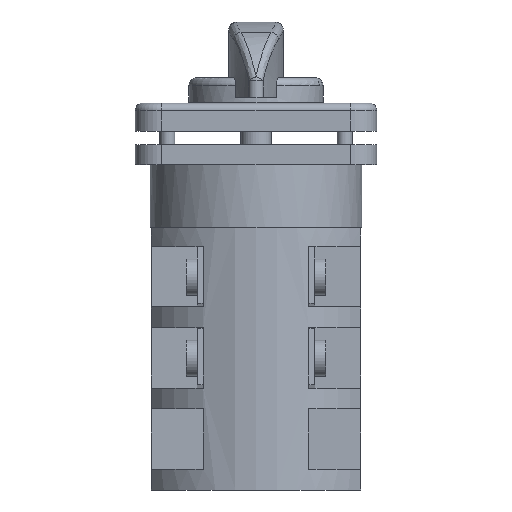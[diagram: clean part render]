
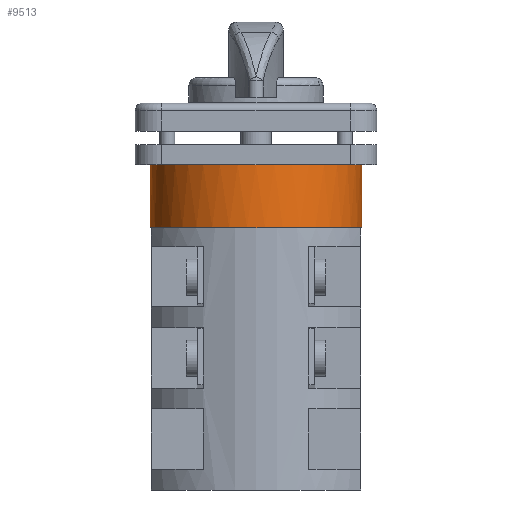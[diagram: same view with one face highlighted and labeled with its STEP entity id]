
A CAD part, front view. The second image highlights one B-rep face of the part: STEP entity #9513.
In plain terms, the highlighted cylindrical face has radius 28 mm (diameter 56 mm), a partial arc.
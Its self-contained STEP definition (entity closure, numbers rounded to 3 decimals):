
#210 = ORIENTED_EDGE ( 'NONE', *, *, #11903, .T. ) ;
#560 = DIRECTION ( 'NONE',  ( 0., 0., -1. ) ) ;
#760 = VERTEX_POINT ( 'NONE', #3343 ) ;
#792 = ORIENTED_EDGE ( 'NONE', *, *, #11861, .T. ) ;
#898 = CARTESIAN_POINT ( 'NONE',  ( 0., 0., 0. ) ) ;
#1558 = CARTESIAN_POINT ( 'NONE',  ( -28., 0., 0. ) ) ;
#1753 = LINE ( 'NONE', #6816, #6689 ) ;
#2221 = DIRECTION ( 'NONE',  ( 1., 0., 0. ) ) ;
#2731 = CARTESIAN_POINT ( 'NONE',  ( -27.8, -3.341, 0. ) ) ;
#2831 = VERTEX_POINT ( 'NONE', #1558 ) ;
#3343 = CARTESIAN_POINT ( 'NONE',  ( 28., 0., 16.7 ) ) ;
#3439 = AXIS2_PLACEMENT_3D ( 'NONE', #7528, #15460, #8753 ) ;
#3567 = CARTESIAN_POINT ( 'NONE',  ( 0., 0., 0. ) ) ;
#3918 = AXIS2_PLACEMENT_3D ( 'NONE', #3567, #11993, #4915 ) ;
#4012 = AXIS2_PLACEMENT_3D ( 'NONE', #898, #9673, #2221 ) ;
#4078 = ORIENTED_EDGE ( 'NONE', *, *, #11840, .T. ) ;
#4142 = CIRCLE ( 'NONE', #3439, 28. ) ;
#4265 = AXIS2_PLACEMENT_3D ( 'NONE', #6003, #14087, #7234 ) ;
#4399 = CIRCLE ( 'NONE', #3918, 28. ) ;
#4589 = CIRCLE ( 'NONE', #4265, 28. ) ;
#4683 = CIRCLE ( 'NONE', #4012, 28. ) ;
#4722 = VERTEX_POINT ( 'NONE', #6960 ) ;
#4843 = ORIENTED_EDGE ( 'NONE', *, *, #13481, .T. ) ;
#4915 = DIRECTION ( 'NONE',  ( 1., 0., 0. ) ) ;
#5218 = CARTESIAN_POINT ( 'NONE',  ( 28., 0., 0. ) ) ;
#6003 = CARTESIAN_POINT ( 'NONE',  ( 0., 0., 0. ) ) ;
#6689 = VECTOR ( 'NONE', #14800, 1000. ) ;
#6816 = CARTESIAN_POINT ( 'NONE',  ( 28., 0., 22. ) ) ;
#6960 = CARTESIAN_POINT ( 'NONE',  ( 27.8, -3.341, 0. ) ) ;
#7024 = CARTESIAN_POINT ( 'NONE',  ( -28., 0., 22. ) ) ;
#7234 = DIRECTION ( 'NONE',  ( 1., 0., 0. ) ) ;
#7479 = EDGE_LOOP ( 'NONE', ( #11441, #13490, #4843, #792, #4078, #210 ) ) ;
#7528 = CARTESIAN_POINT ( 'NONE',  ( 0., 0., 16.7 ) ) ;
#8061 = CARTESIAN_POINT ( 'NONE',  ( -28., 0., 16.7 ) ) ;
#8753 = DIRECTION ( 'NONE',  ( -1., 0., 0. ) ) ;
#9252 = CYLINDRICAL_SURFACE ( 'NONE', #12438, 28. ) ;
#9281 = FACE_OUTER_BOUND ( 'NONE', #7479, .T. ) ;
#9353 = DIRECTION ( 'NONE',  ( -1., 0., 0. ) ) ;
#9513 = ADVANCED_FACE ( 'NONE', ( #9281 ), #9252, .T. ) ;
#9673 = DIRECTION ( 'NONE',  ( 0., 0., 1. ) ) ;
#10112 = VERTEX_POINT ( 'NONE', #2731 ) ;
#11441 = ORIENTED_EDGE ( 'NONE', *, *, #13374, .F. ) ;
#11654 = VERTEX_POINT ( 'NONE', #8061 ) ;
#11840 = EDGE_CURVE ( 'NONE', #10112, #4722, #4589, .T. ) ;
#11861 = EDGE_CURVE ( 'NONE', #2831, #10112, #4683, .T. ) ;
#11903 = EDGE_CURVE ( 'NONE', #4722, #13172, #4399, .T. ) ;
#11993 = DIRECTION ( 'NONE',  ( 0., 0., 1. ) ) ;
#12016 = EDGE_CURVE ( 'NONE', #760, #11654, #4142, .T. ) ;
#12438 = AXIS2_PLACEMENT_3D ( 'NONE', #14946, #560, #9353 ) ;
#13172 = VERTEX_POINT ( 'NONE', #5218 ) ;
#13374 = EDGE_CURVE ( 'NONE', #760, #13172, #1753, .T. ) ;
#13481 = EDGE_CURVE ( 'NONE', #11654, #2831, #15220, .T. ) ;
#13490 = ORIENTED_EDGE ( 'NONE', *, *, #12016, .T. ) ;
#13884 = DIRECTION ( 'NONE',  ( 0., 0., -1. ) ) ;
#14087 = DIRECTION ( 'NONE',  ( 0., 0., 1. ) ) ;
#14800 = DIRECTION ( 'NONE',  ( 0., 0., -1. ) ) ;
#14946 = CARTESIAN_POINT ( 'NONE',  ( 0., 0., 22. ) ) ;
#15220 = LINE ( 'NONE', #7024, #15235 ) ;
#15235 = VECTOR ( 'NONE', #13884, 1000. ) ;
#15460 = DIRECTION ( 'NONE',  ( 0., 0., -1. ) ) ;
